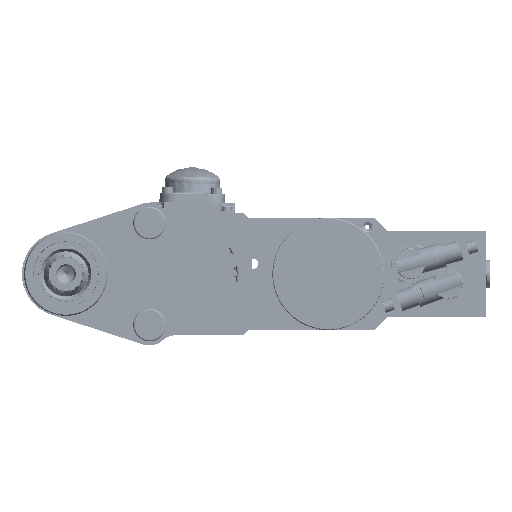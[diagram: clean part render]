
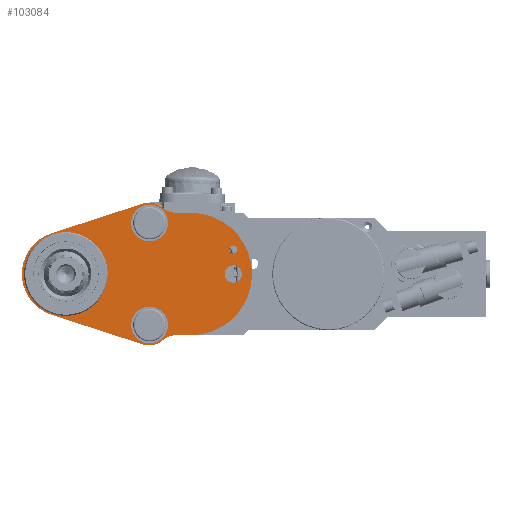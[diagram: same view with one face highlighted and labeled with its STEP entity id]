
A CAD part, left-side view. The second image highlights one B-rep face of the part: STEP entity #103084.
In plain terms, the highlighted planar face has unit normal (-1, 0, 0).
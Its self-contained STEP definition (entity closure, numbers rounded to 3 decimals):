
#4677=FACE_BOUND('',#18192,.T.);
#4678=FACE_BOUND('',#18193,.T.);
#4679=FACE_BOUND('',#18194,.T.);
#4680=FACE_BOUND('',#18195,.T.);
#4681=FACE_BOUND('',#18196,.T.);
#7463=CIRCLE('',#110866,0.5);
#7477=CIRCLE('',#110896,0.5);
#7480=CIRCLE('',#110901,0.425);
#7481=CIRCLE('',#110902,0.425);
#7484=CIRCLE('',#110907,0.2);
#7485=CIRCLE('',#110908,0.2);
#7939=CIRCLE('',#111722,2.055);
#7940=CIRCLE('',#111723,2.055);
#7941=CIRCLE('',#111726,1.);
#7943=CIRCLE('',#111729,1.);
#7945=CIRCLE('',#111733,3.);
#7947=CIRCLE('',#111737,1.);
#7949=CIRCLE('',#111740,1.);
#7951=CIRCLE('',#111744,2.1);
#12499=FACE_OUTER_BOUND('',#18191,.T.);
#18191=EDGE_LOOP('',(#77852,#77853,#77854,#77855,#77856,#77857,#77858,#77859,
#77860,#77861));
#18192=EDGE_LOOP('',(#77862,#77863));
#18193=EDGE_LOOP('',(#77864,#77865));
#18194=EDGE_LOOP('',(#77866,#77867));
#18195=EDGE_LOOP('',(#77868));
#18196=EDGE_LOOP('',(#77869));
#25003=LINE('',#184158,#33029);
#25009=LINE('',#184178,#33035);
#25013=LINE('',#184190,#33039);
#25018=LINE('',#184208,#33044);
#33029=VECTOR('',#131639,4.705);
#33035=VECTOR('',#131659,0.723);
#33039=VECTOR('',#131671,0.723);
#33044=VECTOR('',#131690,4.705);
#41836=VERTEX_POINT('',#172794);
#41861=VERTEX_POINT('',#172871);
#41865=VERTEX_POINT('',#172882);
#41866=VERTEX_POINT('',#172884);
#41870=VERTEX_POINT('',#172895);
#41871=VERTEX_POINT('',#172897);
#42537=VERTEX_POINT('',#184150);
#42538=VERTEX_POINT('',#184152);
#42539=VERTEX_POINT('',#184156);
#42540=VERTEX_POINT('',#184157);
#42543=VERTEX_POINT('',#184165);
#42545=VERTEX_POINT('',#184171);
#42547=VERTEX_POINT('',#184177);
#42549=VERTEX_POINT('',#184183);
#42551=VERTEX_POINT('',#184189);
#42553=VERTEX_POINT('',#184195);
#42555=VERTEX_POINT('',#184201);
#42557=VERTEX_POINT('',#184207);
#54152=EDGE_CURVE('',#41836,#41836,#7463,.T.);
#54188=EDGE_CURVE('',#41861,#41861,#7477,.T.);
#54193=EDGE_CURVE('',#41865,#41866,#7480,.T.);
#54194=EDGE_CURVE('',#41866,#41865,#7481,.T.);
#54199=EDGE_CURVE('',#41870,#41871,#7484,.T.);
#54200=EDGE_CURVE('',#41871,#41870,#7485,.T.);
#55194=EDGE_CURVE('',#42538,#42537,#7939,.T.);
#55195=EDGE_CURVE('',#42537,#42538,#7940,.T.);
#55196=EDGE_CURVE('',#42539,#42540,#25003,.T.);
#55200=EDGE_CURVE('',#42543,#42539,#7941,.T.);
#55203=EDGE_CURVE('',#42543,#42545,#7943,.T.);
#55206=EDGE_CURVE('',#42547,#42545,#25009,.T.);
#55209=EDGE_CURVE('',#42547,#42549,#7945,.T.);
#55212=EDGE_CURVE('',#42549,#42551,#25013,.T.);
#55215=EDGE_CURVE('',#42553,#42551,#7947,.T.);
#55218=EDGE_CURVE('',#42553,#42555,#7949,.T.);
#55221=EDGE_CURVE('',#42555,#42557,#25018,.T.);
#55224=EDGE_CURVE('',#42557,#42540,#7951,.T.);
#77852=ORIENTED_EDGE('',*,*,#55224,.T.);
#77853=ORIENTED_EDGE('',*,*,#55196,.F.);
#77854=ORIENTED_EDGE('',*,*,#55200,.F.);
#77855=ORIENTED_EDGE('',*,*,#55203,.T.);
#77856=ORIENTED_EDGE('',*,*,#55206,.F.);
#77857=ORIENTED_EDGE('',*,*,#55209,.T.);
#77858=ORIENTED_EDGE('',*,*,#55212,.T.);
#77859=ORIENTED_EDGE('',*,*,#55215,.F.);
#77860=ORIENTED_EDGE('',*,*,#55218,.T.);
#77861=ORIENTED_EDGE('',*,*,#55221,.T.);
#77862=ORIENTED_EDGE('',*,*,#55194,.T.);
#77863=ORIENTED_EDGE('',*,*,#55195,.T.);
#77864=ORIENTED_EDGE('',*,*,#54200,.F.);
#77865=ORIENTED_EDGE('',*,*,#54199,.F.);
#77866=ORIENTED_EDGE('',*,*,#54194,.F.);
#77867=ORIENTED_EDGE('',*,*,#54193,.F.);
#77868=ORIENTED_EDGE('',*,*,#54188,.F.);
#77869=ORIENTED_EDGE('',*,*,#54152,.F.);
#95309=PLANE('',#111743);
#103084=ADVANCED_FACE('',(#12499,#4677,#4678,#4679,#4680,#4681),#95309,
 .T.);
#110866=AXIS2_PLACEMENT_3D('',#172796,#129435,#129436);
#110896=AXIS2_PLACEMENT_3D('',#172873,#129517,#129518);
#110901=AXIS2_PLACEMENT_3D('',#172885,#129529,#129530);
#110902=AXIS2_PLACEMENT_3D('',#172886,#129531,#129532);
#110907=AXIS2_PLACEMENT_3D('',#172898,#129543,#129544);
#110908=AXIS2_PLACEMENT_3D('',#172899,#129545,#129546);
#111722=AXIS2_PLACEMENT_3D('',#184153,#131633,#131634);
#111723=AXIS2_PLACEMENT_3D('',#184154,#131635,#131636);
#111726=AXIS2_PLACEMENT_3D('',#184166,#131645,#131646);
#111729=AXIS2_PLACEMENT_3D('',#184172,#131652,#131653);
#111733=AXIS2_PLACEMENT_3D('',#184184,#131664,#131665);
#111737=AXIS2_PLACEMENT_3D('',#184196,#131676,#131677);
#111740=AXIS2_PLACEMENT_3D('',#184202,#131683,#131684);
#111743=AXIS2_PLACEMENT_3D('',#184212,#131693,#131694);
#111744=AXIS2_PLACEMENT_3D('',#184213,#131695,#131696);
#129435=DIRECTION('center_axis',(-1.,0.,0.));
#129436=DIRECTION('ref_axis',(0.,0.,
1.));
#129517=DIRECTION('center_axis',(-1.,0.,0.));
#129518=DIRECTION('ref_axis',(0.,0.,
1.));
#129529=DIRECTION('center_axis',(-1.,0.,0.));
#129530=DIRECTION('ref_axis',(0.,0.,
-1.));
#129531=DIRECTION('center_axis',(-1.,0.,0.));
#129532=DIRECTION('ref_axis',(0.,0.,
-1.));
#129543=DIRECTION('center_axis',(-1.,0.,0.));
#129544=DIRECTION('ref_axis',(0.,0.,
-1.));
#129545=DIRECTION('center_axis',(-1.,0.,0.));
#129546=DIRECTION('ref_axis',(0.,0.,
-1.));
#131633=DIRECTION('center_axis',(1.,0.,0.));
#131634=DIRECTION('ref_axis',(0.,0.,
1.));
#131635=DIRECTION('center_axis',(1.,0.,0.));
#131636=DIRECTION('ref_axis',(0.,0.,
1.));
#131639=DIRECTION('',(0.,0.951,0.309));
#131645=DIRECTION('center_axis',(1.,0.,0.));
#131646=DIRECTION('ref_axis',(0.,-0.661,-0.75));
#131652=DIRECTION('center_axis',(1.,0.,0.));
#131653=DIRECTION('ref_axis',(0.,0.661,0.75));
#131659=DIRECTION('',(0.,1.,0.));
#131664=DIRECTION('center_axis',(-1.,0.,0.));
#131665=DIRECTION('ref_axis',(0.,0.,
-1.));
#131671=DIRECTION('',(0.,1.,0.));
#131676=DIRECTION('center_axis',(-1.,0.,0.));
#131677=DIRECTION('ref_axis',(0.,0.661,-0.75));
#131683=DIRECTION('center_axis',(-1.,0.,0.));
#131684=DIRECTION('ref_axis',(0.,-0.661,
0.75));
#131690=DIRECTION('',(0.,0.951,-0.309));
#131693=DIRECTION('center_axis',(-1.,0.,0.));
#131694=DIRECTION('ref_axis',(0.,0.,
1.));
#131695=DIRECTION('center_axis',(-1.,0.,0.));
#131696=DIRECTION('ref_axis',(0.,0.309,0.951));
#172794=CARTESIAN_POINT('',(-9.62,2.02,-2.));
#172796=CARTESIAN_POINT('Origin',(-9.62,2.02,-2.5));
#172871=CARTESIAN_POINT('',(-9.62,2.02,3.));
#172873=CARTESIAN_POINT('Origin',(-9.62,2.02,2.5));
#172882=CARTESIAN_POINT('',(-9.62,-2.08,0.425));
#172884=CARTESIAN_POINT('',(-9.62,-2.08,-0.425));
#172885=CARTESIAN_POINT('Origin',(-9.62,-2.08,0.));
#172886=CARTESIAN_POINT('Origin',(-9.62,-2.08,0.));
#172895=CARTESIAN_POINT('',(-9.62,-2.08,1.4));
#172897=CARTESIAN_POINT('',(-9.62,-2.08,1.));
#172898=CARTESIAN_POINT('Origin',(-9.62,-2.08,1.2));
#172899=CARTESIAN_POINT('Origin',(-9.62,-2.08,1.2));
#184150=CARTESIAN_POINT('',(-9.62,6.12,-2.055));
#184152=CARTESIAN_POINT('',(-9.62,6.12,2.055));
#184153=CARTESIAN_POINT('Origin',(-9.62,6.12,0.));
#184154=CARTESIAN_POINT('Origin',(-9.62,6.12,0.));
#184156=CARTESIAN_POINT('',(-9.62,2.354,-3.451));
#184157=CARTESIAN_POINT('',(-9.62,6.829,-1.997));
#184158=CARTESIAN_POINT('',(-9.62,2.354,-3.451));
#184165=CARTESIAN_POINT('',(-9.62,1.384,-3.25));
#184166=CARTESIAN_POINT('Origin',(-9.62,2.045,-2.5));
#184171=CARTESIAN_POINT('',(-9.62,0.723,-3.));
#184172=CARTESIAN_POINT('Origin',(-9.62,0.723,-4.));
#184177=CARTESIAN_POINT('',(-9.62,0.,-3.));
#184178=CARTESIAN_POINT('',(-9.62,0.,-3.));
#184183=CARTESIAN_POINT('',(-9.62,0.,3.));
#184184=CARTESIAN_POINT('Origin',(-9.62,0.,
0.));
#184189=CARTESIAN_POINT('',(-9.62,0.723,3.));
#184190=CARTESIAN_POINT('',(-9.62,0.,3.));
#184195=CARTESIAN_POINT('',(-9.62,1.384,3.25));
#184196=CARTESIAN_POINT('Origin',(-9.62,0.723,4.));
#184201=CARTESIAN_POINT('',(-9.62,2.354,3.451));
#184202=CARTESIAN_POINT('Origin',(-9.62,2.045,2.5));
#184207=CARTESIAN_POINT('',(-9.62,6.829,1.997));
#184208=CARTESIAN_POINT('',(-9.62,2.354,3.451));
#184212=CARTESIAN_POINT('Origin',(-9.62,0.,
0.));
#184213=CARTESIAN_POINT('Origin',(-9.62,6.18,0.));
